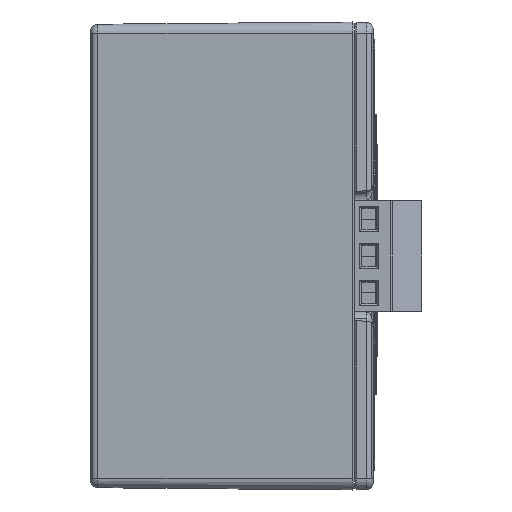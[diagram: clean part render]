
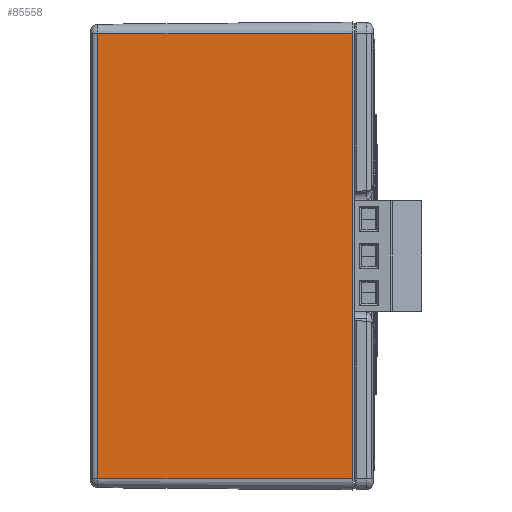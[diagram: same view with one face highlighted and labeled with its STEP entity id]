
A CAD part, left-side view. The second image highlights one B-rep face of the part: STEP entity #85558.
In plain terms, the highlighted face is planar.
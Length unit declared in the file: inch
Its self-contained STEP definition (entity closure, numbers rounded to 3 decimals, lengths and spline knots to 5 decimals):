
#6615 = PLANE ( 'NONE',  #41950 ) ;
#6668 = ORIENTED_EDGE ( 'NONE', *, *, #42079, .F. ) ;
#10514 = DIRECTION ( 'NONE',  ( 0., 0., 1. ) ) ;
#17281 = CARTESIAN_POINT ( 'NONE',  ( -1.75291, -1.38537, -1.2025 ) ) ;
#18305 = DIRECTION ( 'NONE',  ( 0.009, -1., 0. ) ) ;
#28155 = VERTEX_POINT ( 'NONE', #121574 ) ;
#28939 = CARTESIAN_POINT ( 'NONE',  ( -1.75291, -1.38537, 1.2025 ) ) ;
#30694 = VERTEX_POINT ( 'NONE', #28939 ) ;
#35093 = CARTESIAN_POINT ( 'NONE',  ( -1.765, 0., 1.2025 ) ) ;
#36359 = EDGE_CURVE ( 'NONE', #30694, #37068, #47643, .T. ) ;
#36796 = VECTOR ( 'NONE', #95116, 39.37008 ) ;
#37068 = VERTEX_POINT ( 'NONE', #17281 ) ;
#41950 = AXIS2_PLACEMENT_3D ( 'NONE', #94163, #56835, #114078 ) ;
#42079 = EDGE_CURVE ( 'NONE', #75466, #30694, #106526, .T. ) ;
#46622 = ORIENTED_EDGE ( 'NONE', *, *, #117194, .F. ) ;
#47643 = LINE ( 'NONE', #124215, #119054 ) ;
#48117 = ORIENTED_EDGE ( 'NONE', *, *, #36359, .F. ) ;
#54079 = VECTOR ( 'NONE', #10514, 39.37008 ) ;
#55890 = CARTESIAN_POINT ( 'NONE',  ( -1.765, 0., -1.2025 ) ) ;
#56835 = DIRECTION ( 'NONE',  ( -1., -0.009, 0. ) ) ;
#57338 = DIRECTION ( 'NONE',  ( 0., 0., -1. ) ) ;
#60378 = VECTOR ( 'NONE', #18305, 39.37008 ) ;
#66160 = LINE ( 'NONE', #55890, #36796 ) ;
#68513 = LINE ( 'NONE', #105799, #54079 ) ;
#75466 = VERTEX_POINT ( 'NONE', #112154 ) ;
#80026 = EDGE_LOOP ( 'NONE', ( #46622, #81398, #48117, #6668 ) ) ;
#81398 = ORIENTED_EDGE ( 'NONE', *, *, #127073, .T. ) ;
#85558 = ADVANCED_FACE ( 'NONE', ( #105685 ), #6615, .T. ) ;
#94163 = CARTESIAN_POINT ( 'NONE',  ( -1.765, 0., -1.2025 ) ) ;
#95116 = DIRECTION ( 'NONE',  ( 0.009, -1., 0. ) ) ;
#105685 = FACE_OUTER_BOUND ( 'NONE', #80026, .T. ) ;
#105799 = CARTESIAN_POINT ( 'NONE',  ( -1.76491, -0.01, -0.60125 ) ) ;
#106526 = LINE ( 'NONE', #35093, #60378 ) ;
#112154 = CARTESIAN_POINT ( 'NONE',  ( -1.76491, -0.01, 1.2025 ) ) ;
#114078 = DIRECTION ( 'NONE',  ( 0., 0., -1. ) ) ;
#117194 = EDGE_CURVE ( 'NONE', #28155, #75466, #68513, .T. ) ;
#119054 = VECTOR ( 'NONE', #57338, 39.37008 ) ;
#121574 = CARTESIAN_POINT ( 'NONE',  ( -1.76491, -0.01, -1.2025 ) ) ;
#124215 = CARTESIAN_POINT ( 'NONE',  ( -1.75291, -1.38537, -0.60125 ) ) ;
#127073 = EDGE_CURVE ( 'NONE', #28155, #37068, #66160, .T. ) ;
